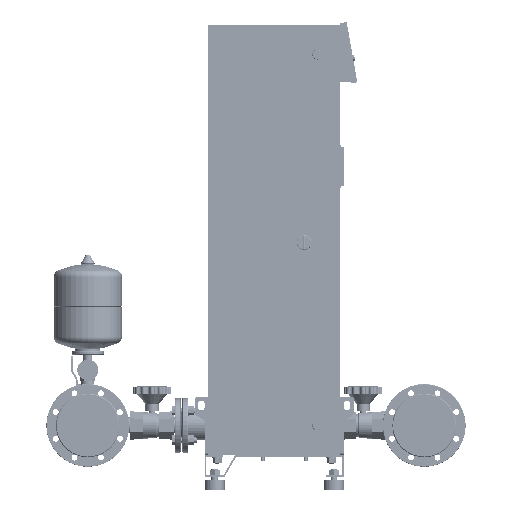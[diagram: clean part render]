
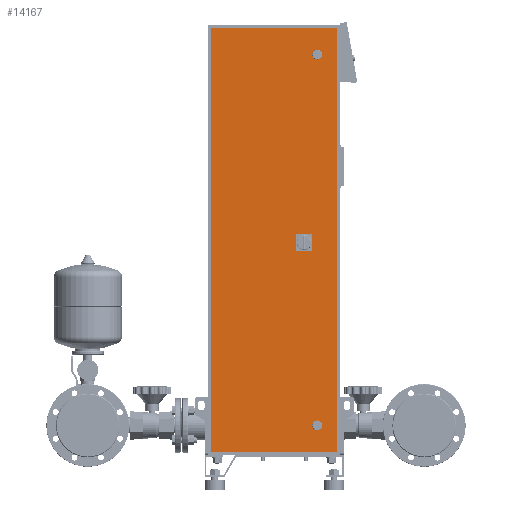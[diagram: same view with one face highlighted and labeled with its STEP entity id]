
A CAD part, left-side view. The second image highlights one B-rep face of the part: STEP entity #14167.
In plain terms, the highlighted free-form (B-spline) face has degree [1, 1] with [2, 2] control points.
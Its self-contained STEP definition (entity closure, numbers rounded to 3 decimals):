
#13800=CARTESIAN_POINT('',(-300.0,-130.0,1300.0));
#13801=VERTEX_POINT('',#13800);
#13817=CARTESIAN_POINT('',(-300.0,-130.0,1330.0));
#13818=VERTEX_POINT('',#13817);
#13825=CARTESIAN_POINT('',(-300.0,-130.0,1315.0));
#13826=DIRECTION('',(1.0,0.0,0.0));
#13827=DIRECTION('',(0.0,0.0,-1.0));
#13828=AXIS2_PLACEMENT_3D('',#13825,#13826,#13827);
#13829=CIRCLE('',#13828,15.0);
#13830=EDGE_CURVE('',#13801,#13818,#13829,.T.);
#13924=CARTESIAN_POINT('',(-300.0,-130.0,180.0));
#13925=VERTEX_POINT('',#13924);
#13941=CARTESIAN_POINT('',(-300.0,-130.0,210.0));
#13942=VERTEX_POINT('',#13941);
#13949=CARTESIAN_POINT('',(-300.0,-130.0,195.0));
#13950=DIRECTION('',(1.0,0.0,0.0));
#13951=DIRECTION('',(0.0,0.0,-1.0));
#13952=AXIS2_PLACEMENT_3D('',#13949,#13950,#13951);
#13953=CIRCLE('',#13952,15.0);
#13954=EDGE_CURVE('',#13925,#13942,#13953,.T.);
#14023=CARTESIAN_POINT('',(-300.0,-130.0,195.0));
#14024=DIRECTION('',(1.0,0.0,0.0));
#14025=DIRECTION('',(0.0,0.0,-1.0));
#14026=AXIS2_PLACEMENT_3D('',#14023,#14024,#14025);
#14027=CIRCLE('',#14026,15.0);
#14028=EDGE_CURVE('',#13942,#13925,#14027,.T.);
#14088=CARTESIAN_POINT('',(-300.0,190.0,115.0));
#14089=VERTEX_POINT('',#14088);
#14090=CARTESIAN_POINT('',(-300.0,-190.0,115.0));
#14091=VERTEX_POINT('',#14090);
#14092=CARTESIAN_POINT('',(-300.0,190.0,115.0));
#14093=DIRECTION('',(0.0,-1.0,0.0));
#14094=VECTOR('',#14093,380.0);
#14095=LINE('',#14092,#14094);
#14096=EDGE_CURVE('',#14089,#14091,#14095,.T.);
#14123=CARTESIAN_POINT('',(-300.0,190.0,1395.0));
#14124=CARTESIAN_POINT('',(-300.0,190.0,115.0));
#14125=CARTESIAN_POINT('',(-300.,-190.0,1395.0));
#14126=CARTESIAN_POINT('',(-300.0,-190.0,115.0));
#14127=B_SPLINE_SURFACE_WITH_KNOTS('',1,1,((#14123,#14125),(#14124,#14126)),.UNSPECIFIED.,.F.,.F.,.U.,(2,2),(2,2),(0.0,1280.0),(0.0,380.0),.UNSPECIFIED.);
#14128=CARTESIAN_POINT('',(-300.0,-190.0,1395.0));
#14129=VERTEX_POINT('',#14128);
#14130=CARTESIAN_POINT('',(-300.0,-190.0,115.0));
#14131=DIRECTION('',(0.0,0.0,1.0));
#14132=VECTOR('',#14131,1280.0);
#14133=LINE('',#14130,#14132);
#14134=EDGE_CURVE('',#14091,#14129,#14133,.T.);
#14135=ORIENTED_EDGE('',*,*,#14134,.T.);
#14136=CARTESIAN_POINT('',(-300.0,190.,1395.0));
#14137=VERTEX_POINT('',#14136);
#14138=CARTESIAN_POINT('',(-300.0,-190.0,1395.0));
#14139=DIRECTION('',(0.0,1.0,0.0));
#14140=VECTOR('',#14139,380.);
#14141=LINE('',#14138,#14140);
#14142=EDGE_CURVE('',#14129,#14137,#14141,.T.);
#14143=ORIENTED_EDGE('',*,*,#14142,.T.);
#14144=CARTESIAN_POINT('',(-300.0,190.,1395.0));
#14145=DIRECTION('',(0.0,0.0,-1.0));
#14146=VECTOR('',#14145,1280.0);
#14147=LINE('',#14144,#14146);
#14148=EDGE_CURVE('',#14137,#14089,#14147,.T.);
#14149=ORIENTED_EDGE('',*,*,#14148,.T.);
#14150=ORIENTED_EDGE('',*,*,#14096,.T.);
#14151=EDGE_LOOP('',(#14135,#14143,#14149,#14150));
#14152=FACE_OUTER_BOUND('',#14151,.T.);
#14153=ORIENTED_EDGE('',*,*,#14028,.T.);
#14154=ORIENTED_EDGE('',*,*,#13954,.T.);
#14155=EDGE_LOOP('',(#14153,#14154));
#14156=FACE_BOUND('',#14155,.T.);
#14157=CARTESIAN_POINT('',(-300.0,-130.0,1315.0));
#14158=DIRECTION('',(1.0,0.0,0.0));
#14159=DIRECTION('',(0.0,0.0,-1.0));
#14160=AXIS2_PLACEMENT_3D('',#14157,#14158,#14159);
#14161=CIRCLE('',#14160,15.0);
#14162=EDGE_CURVE('',#13818,#13801,#14161,.T.);
#14163=ORIENTED_EDGE('',*,*,#14162,.T.);
#14164=ORIENTED_EDGE('',*,*,#13830,.T.);
#14165=EDGE_LOOP('',(#14163,#14164));
#14166=FACE_BOUND('',#14165,.T.);
#14167=ADVANCED_FACE('',(#14152,#14156,#14166),#14127,.T.);
